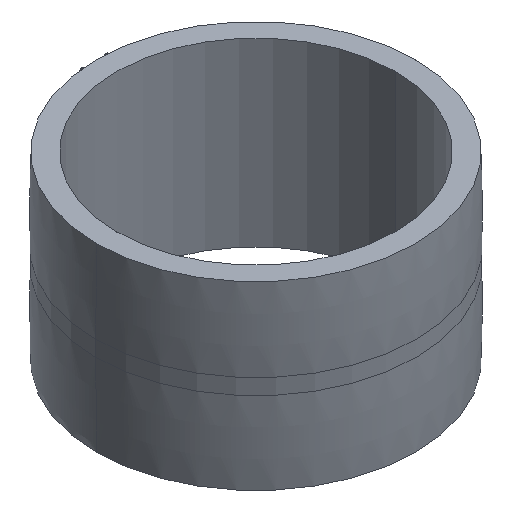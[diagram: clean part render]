
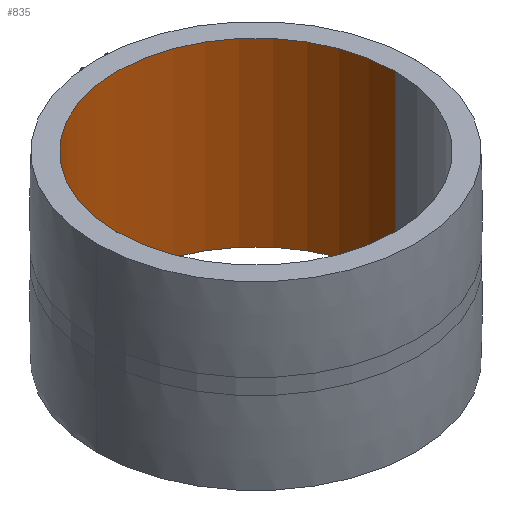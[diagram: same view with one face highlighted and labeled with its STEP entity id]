
A CAD part, isometric view. The second image highlights one B-rep face of the part: STEP entity #835.
In plain terms, the highlighted cylindrical face has radius 400 mm (diameter 800 mm), a partial arc.
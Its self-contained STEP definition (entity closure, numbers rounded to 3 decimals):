
#71 = ORIENTED_EDGE ( 'NONE', *, *, #1018, .T. ) ;
#81 = CARTESIAN_POINT ( 'NONE',  ( 0., 0., 0. ) ) ;
#82 = VERTEX_POINT ( 'NONE', #1542 ) ;
#155 = DIRECTION ( 'NONE',  ( 0., 0., 1. ) ) ;
#162 = VERTEX_POINT ( 'NONE', #465 ) ;
#170 = ORIENTED_EDGE ( 'NONE', *, *, #819, .F. ) ;
#173 = FACE_OUTER_BOUND ( 'NONE', #408, .T. ) ;
#185 = DIRECTION ( 'NONE',  ( 1., 0., 0. ) ) ;
#198 = LINE ( 'NONE', #1170, #695 ) ;
#298 = VERTEX_POINT ( 'NONE', #607 ) ;
#310 = DIRECTION ( 'NONE',  ( 1., 0., 0. ) ) ;
#379 = CARTESIAN_POINT ( 'NONE',  ( 400., 0., 0. ) ) ;
#408 = EDGE_LOOP ( 'NONE', ( #804, #170, #71, #814 ) ) ;
#427 = CARTESIAN_POINT ( 'NONE',  ( 0., 0., -260. ) ) ;
#440 = AXIS2_PLACEMENT_3D ( 'NONE', #427, #1282, #185 ) ;
#465 = CARTESIAN_POINT ( 'NONE',  ( 400., 0., 260. ) ) ;
#607 = CARTESIAN_POINT ( 'NONE',  ( 400., 0., -260. ) ) ;
#684 = DIRECTION ( 'NONE',  ( 0., 0., 1. ) ) ;
#695 = VECTOR ( 'NONE', #938, 1000. ) ;
#778 = VERTEX_POINT ( 'NONE', #929 ) ;
#804 = ORIENTED_EDGE ( 'NONE', *, *, #1559, .F. ) ;
#814 = ORIENTED_EDGE ( 'NONE', *, *, #1387, .T. ) ;
#819 = EDGE_CURVE ( 'NONE', #298, #778, #1412, .T. ) ;
#835 = ADVANCED_FACE ( 'NONE', ( #173 ), #1409, .F. ) ;
#929 = CARTESIAN_POINT ( 'NONE',  ( -400., 0., -260. ) ) ;
#938 = DIRECTION ( 'NONE',  ( 0., 0., 1. ) ) ;
#980 = AXIS2_PLACEMENT_3D ( 'NONE', #1296, #1054, #310 ) ;
#1018 = EDGE_CURVE ( 'NONE', #298, #162, #1228, .T. ) ;
#1054 = DIRECTION ( 'NONE',  ( 0., 0., 1. ) ) ;
#1170 = CARTESIAN_POINT ( 'NONE',  ( -400., 0., 0. ) ) ;
#1228 = LINE ( 'NONE', #379, #1466 ) ;
#1282 = DIRECTION ( 'NONE',  ( 0., 0., 1. ) ) ;
#1296 = CARTESIAN_POINT ( 'NONE',  ( 0., 0., 260. ) ) ;
#1365 = AXIS2_PLACEMENT_3D ( 'NONE', #81, #684, #1545 ) ;
#1387 = EDGE_CURVE ( 'NONE', #162, #82, #1563, .T. ) ;
#1409 = CYLINDRICAL_SURFACE ( 'NONE', #1365, 400. ) ;
#1412 = CIRCLE ( 'NONE', #440, 400. ) ;
#1466 = VECTOR ( 'NONE', #155, 1000. ) ;
#1542 = CARTESIAN_POINT ( 'NONE',  ( -400., 0., 260. ) ) ;
#1545 = DIRECTION ( 'NONE',  ( 1., 0., 0. ) ) ;
#1559 = EDGE_CURVE ( 'NONE', #778, #82, #198, .T. ) ;
#1563 = CIRCLE ( 'NONE', #980, 400. ) ;
